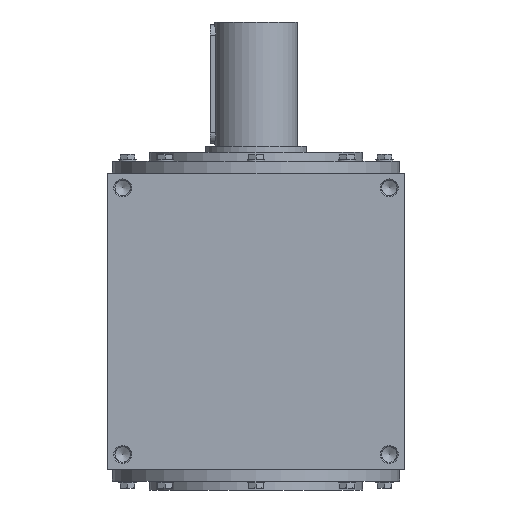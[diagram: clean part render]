
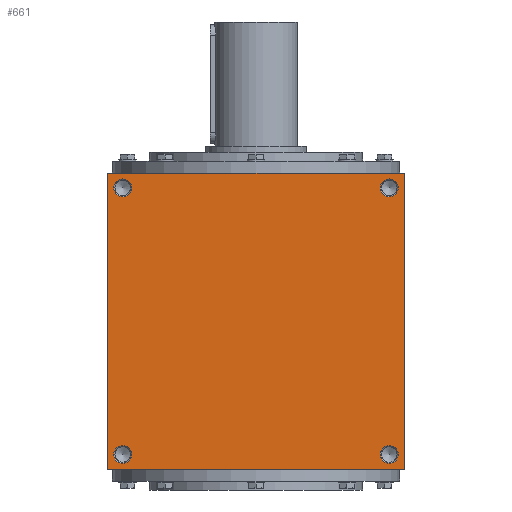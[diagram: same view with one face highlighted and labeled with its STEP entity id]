
A CAD part, left-side view. The second image highlights one B-rep face of the part: STEP entity #661.
In plain terms, the highlighted face is planar.
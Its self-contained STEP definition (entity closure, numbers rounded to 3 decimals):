
#661 = ADVANCED_FACE( '', ( #1288, #1289, #1290, #1291, #1292 ), #1293, .F. );
#1288 = FACE_BOUND( '', #1944, .T. );
#1289 = FACE_BOUND( '', #1945, .T. );
#1290 = FACE_BOUND( '', #1946, .T. );
#1291 = FACE_BOUND( '', #1947, .T. );
#1292 = FACE_OUTER_BOUND( '', #1948, .T. );
#1293 = PLANE( '', #1949 );
#1944 = EDGE_LOOP( '', ( #2913 ) );
#1945 = EDGE_LOOP( '', ( #2914 ) );
#1946 = EDGE_LOOP( '', ( #2915 ) );
#1947 = EDGE_LOOP( '', ( #2916 ) );
#1948 = EDGE_LOOP( '', ( #2917, #2918, #2919, #2920 ) );
#1949 = AXIS2_PLACEMENT_3D( '', #2921, #2922, #2923 );
#2913 = ORIENTED_EDGE( '', *, *, #3757, .F. );
#2914 = ORIENTED_EDGE( '', *, *, #3438, .T. );
#2915 = ORIENTED_EDGE( '', *, *, #3557, .F. );
#2916 = ORIENTED_EDGE( '', *, *, #3545, .T. );
#2917 = ORIENTED_EDGE( '', *, *, #3758, .F. );
#2918 = ORIENTED_EDGE( '', *, *, #3468, .F. );
#2919 = ORIENTED_EDGE( '', *, *, #3490, .F. );
#2920 = ORIENTED_EDGE( '', *, *, #3759, .F. );
#2921 = CARTESIAN_POINT( '', ( 0., 0., -250. ) );
#2922 = DIRECTION( '', ( 0., 0., 1. ) );
#2923 = DIRECTION( '', ( 1., 0., 0. ) );
#3438 = EDGE_CURVE( '', #3904, #3904, #3905, .T. );
#3468 = EDGE_CURVE( '', #3958, #3959, #3960, .T. );
#3490 = EDGE_CURVE( '', #3999, #3958, #4000, .T. );
#3545 = EDGE_CURVE( '', #4086, #4086, #4087, .T. );
#3557 = EDGE_CURVE( '', #4105, #4105, #4106, .T. );
#3757 = EDGE_CURVE( '', #4388, #4388, #4389, .T. );
#3758 = EDGE_CURVE( '', #3959, #4390, #4391, .T. );
#3759 = EDGE_CURVE( '', #4390, #3999, #4392, .T. );
#3904 = VERTEX_POINT( '', #4550 );
#3905 = CIRCLE( '', #4551, 15. );
#3958 = VERTEX_POINT( '', #4723 );
#3959 = VERTEX_POINT( '', #4724 );
#3960 = LINE( '', #4725, #4726 );
#3999 = VERTEX_POINT( '', #4768 );
#4000 = LINE( '', #4769, #4770 );
#4086 = VERTEX_POINT( '', #4860 );
#4087 = CIRCLE( '', #4861, 15. );
#4105 = VERTEX_POINT( '', #4879 );
#4106 = CIRCLE( '', #4880, 15. );
#4388 = VERTEX_POINT( '', #5313 );
#4389 = CIRCLE( '', #5314, 15. );
#4390 = VERTEX_POINT( '', #5315 );
#4391 = LINE( '', #5316, #5317 );
#4392 = LINE( '', #5318, #5319 );
#4550 = CARTESIAN_POINT( '', ( 240., 225., -250. ) );
#4551 = AXIS2_PLACEMENT_3D( '', #5503, #5504, #5505 );
#4723 = CARTESIAN_POINT( '', ( 250., 250., -250. ) );
#4724 = CARTESIAN_POINT( '', ( -250., 250., -250. ) );
#4725 = CARTESIAN_POINT( '', ( 250., 250., -250. ) );
#4726 = VECTOR( '', #5553, 1000. );
#4768 = CARTESIAN_POINT( '', ( 250., -250., -250. ) );
#4769 = CARTESIAN_POINT( '', ( 250., -250., -250. ) );
#4770 = VECTOR( '', #5602, 1000. );
#4860 = CARTESIAN_POINT( '', ( 240., -225., -250. ) );
#4861 = AXIS2_PLACEMENT_3D( '', #5703, #5704, #5705 );
#4879 = CARTESIAN_POINT( '', ( -240., -225., -250. ) );
#4880 = AXIS2_PLACEMENT_3D( '', #5727, #5728, #5729 );
#5313 = CARTESIAN_POINT( '', ( -240., 225., -250. ) );
#5314 = AXIS2_PLACEMENT_3D( '', #6056, #6057, #6058 );
#5315 = CARTESIAN_POINT( '', ( -250., -250., -250. ) );
#5316 = CARTESIAN_POINT( '', ( -250., 250., -250. ) );
#5317 = VECTOR( '', #6059, 1000. );
#5318 = CARTESIAN_POINT( '', ( -250., -250., -250. ) );
#5319 = VECTOR( '', #6060, 1000. );
#5503 = CARTESIAN_POINT( '', ( 225., 225., -250. ) );
#5504 = DIRECTION( '', ( 0., 0., 1. ) );
#5505 = DIRECTION( '', ( 1., 0., 0. ) );
#5553 = DIRECTION( '', ( -1., 0., 0. ) );
#5602 = DIRECTION( '', ( 0., 1., 0. ) );
#5703 = CARTESIAN_POINT( '', ( 225., -225., -250. ) );
#5704 = DIRECTION( '', ( 0., 0., 1. ) );
#5705 = DIRECTION( '', ( 1., 0., 0. ) );
#5727 = CARTESIAN_POINT( '', ( -225., -225., -250. ) );
#5728 = DIRECTION( '', ( 0., 0., -1. ) );
#5729 = DIRECTION( '', ( -1., 0., 0. ) );
#6056 = CARTESIAN_POINT( '', ( -225., 225., -250. ) );
#6057 = DIRECTION( '', ( 0., 0., -1. ) );
#6058 = DIRECTION( '', ( -1., 0., 0. ) );
#6059 = DIRECTION( '', ( 0., -1., 0. ) );
#6060 = DIRECTION( '', ( 1., 0., 0. ) );
